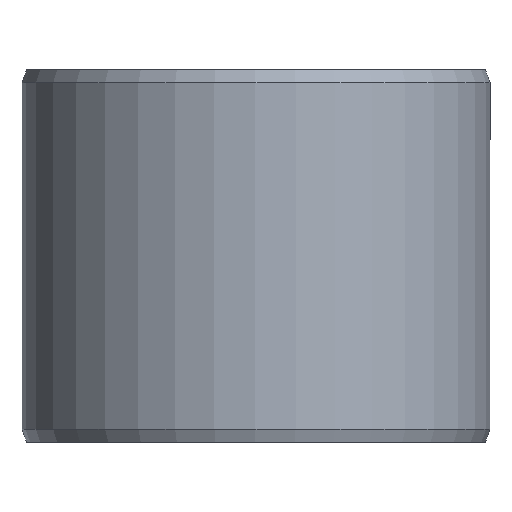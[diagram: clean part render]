
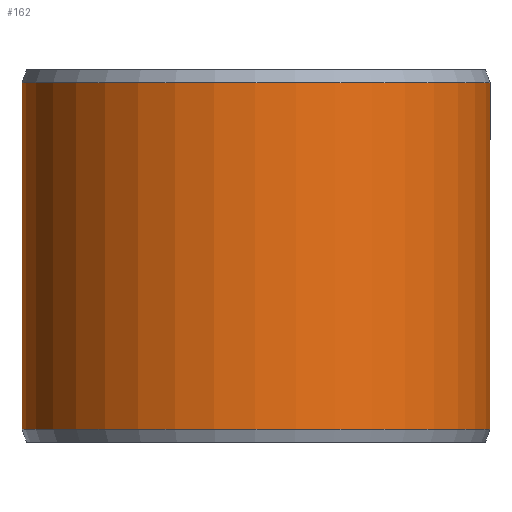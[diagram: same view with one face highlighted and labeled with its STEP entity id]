
A CAD part, front view. The second image highlights one B-rep face of the part: STEP entity #162.
In plain terms, the highlighted cylindrical face has radius 22 mm (diameter 44 mm), a partial arc.
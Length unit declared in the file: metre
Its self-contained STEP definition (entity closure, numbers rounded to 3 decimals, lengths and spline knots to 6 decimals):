
#162=ADVANCED_FACE('',(#185,#186),#187,.T.);
#185=FACE_OUTER_BOUND('',#211,.T.);
#186=FACE_BOUND('',#212,.T.);
#187=CYLINDRICAL_SURFACE('',#213,0.022);
#211=EDGE_LOOP('',(#289,#290,#291,#292));
#212=EDGE_LOOP('',(#293));
#213=AXIS2_PLACEMENT_3D('',#294,#295,#296);
#289=ORIENTED_EDGE('',*,*,#314,.T.);
#290=ORIENTED_EDGE('',*,*,#323,.F.);
#291=ORIENTED_EDGE('',*,*,#309,.F.);
#292=ORIENTED_EDGE('',*,*,#324,.T.);
#293=ORIENTED_EDGE('',*,*,#327,.T.);
#294=CARTESIAN_POINT('',(0.,0.,0.0));
#295=DIRECTION('',(0.,0.0,-1.0));
#296=DIRECTION('',(-1.0,0.0,0.));
#309=EDGE_CURVE('',#341,#342,#343,.T.);
#314=EDGE_CURVE('',#351,#349,#352,.T.);
#323=EDGE_CURVE('',#342,#349,#365,.T.);
#324=EDGE_CURVE('',#341,#351,#366,.T.);
#327=EDGE_CURVE('',#370,#370,#371,.T.);
#341=VERTEX_POINT('',#389);
#342=VERTEX_POINT('',#390);
#343=CIRCLE('',#391,0.022);
#349=VERTEX_POINT('',#399);
#351=VERTEX_POINT('',#402);
#352=CIRCLE('',#403,0.022);
#365=LINE('',#422,#423);
#366=LINE('',#424,#425);
#370=VERTEX_POINT('',#495);
#371=B_SPLINE_CURVE_WITH_KNOTS('',3,(#496,#497,#498,#499,#500,#501,#502,#503,#504,#505,#506,#507,#508,#509,#510,#511,#512,#513,#514,#515,#516,#517,#518,#519,#520,#521,#522,#523,#524,#525,#526,#527,#528,#529,#530,#531,#532,#533,#534,#535,#536,#537,#538,#539,#540,#541,#542,#543,#544,#545,#546,#547,#548,#549,#550,#551,#552,#553,#554,#555,#556,#557,#558,#559,#560,#561),.UNSPECIFIED.,.T.,.F.,(2,2,2,2,2,2,2,2,2,2,2,2,2,2,2,2,2,2,2,2,2,2,2,2,2,2,2,2,2,2,2,2,2,2,2),(-0.000783,0.0,0.000783,0.001566,0.002349,0.003133,0.003916,0.004699,0.005482,0.006265,0.007048,0.007831,0.008615,0.009398,0.010181,0.010964,0.011747,0.01253,0.013313,0.014097,0.01488,0.015663,0.016446,0.017229,0.018012,0.018795,0.019579,0.020362,0.021145,0.021928,0.022711,0.023494,0.024277,0.025061,0.025844),.UNSPECIFIED.);
#389=CARTESIAN_POINT('',(0.000384,0.021997,0.0012));
#390=CARTESIAN_POINT('',(0.,0.022,0.0012));
#391=AXIS2_PLACEMENT_3D('',#575,#576,#577);
#399=CARTESIAN_POINT('',(0.,0.022,0.0338));
#402=CARTESIAN_POINT('',(0.000384,0.021997,0.0338));
#403=AXIS2_PLACEMENT_3D('',#584,#585,#586);
#422=CARTESIAN_POINT('',(0.,0.022,0.0012));
#423=VECTOR('',#599,1.0);
#424=CARTESIAN_POINT('',(0.000384,0.021997,0.0012));
#425=VECTOR('',#600,1.0);
#495=CARTESIAN_POINT('',(0.016483,-0.014571,0.0175));
#496=CARTESIAN_POINT('',(0.016483,-0.014571,0.017235));
#497=CARTESIAN_POINT('',(0.016483,-0.014571,0.017765));
#498=CARTESIAN_POINT('',(0.016501,-0.014551,0.018025));
#499=CARTESIAN_POINT('',(0.016569,-0.014473,0.018537));
#500=CARTESIAN_POINT('',(0.016621,-0.014414,0.018791));
#501=CARTESIAN_POINT('',(0.016754,-0.014259,0.019276));
#502=CARTESIAN_POINT('',(0.016834,-0.014164,0.019505));
#503=CARTESIAN_POINT('',(0.017022,-0.013938,0.019939));
#504=CARTESIAN_POINT('',(0.017129,-0.013806,0.020145));
#505=CARTESIAN_POINT('',(0.01736,-0.013515,0.020513));
#506=CARTESIAN_POINT('',(0.017484,-0.013355,0.020678));
#507=CARTESIAN_POINT('',(0.017747,-0.013004,0.020971));
#508=CARTESIAN_POINT('',(0.017884,-0.012815,0.021095));
#509=CARTESIAN_POINT('',(0.01816,-0.01242,0.021294));
#510=CARTESIAN_POINT('',(0.018302,-0.012211,0.021371));
#511=CARTESIAN_POINT('',(0.018584,-0.011777,0.021474));
#512=CARTESIAN_POINT('',(0.018722,-0.011557,0.0215));
#513=CARTESIAN_POINT('',(0.018991,-0.011109,0.0215));
#514=CARTESIAN_POINT('',(0.019124,-0.010879,0.021474));
#515=CARTESIAN_POINT('',(0.019373,-0.010429,0.021372));
#516=CARTESIAN_POINT('',(0.01949,-0.010208,0.021296));
#517=CARTESIAN_POINT('',(0.019711,-0.009775,0.021095));
#518=CARTESIAN_POINT('',(0.019813,-0.009565,0.02097));
#519=CARTESIAN_POINT('',(0.019999,-0.009171,0.020681));
#520=CARTESIAN_POINT('',(0.020082,-0.008985,0.020515));
#521=CARTESIAN_POINT('',(0.020233,-0.008641,0.020143));
#522=CARTESIAN_POINT('',(0.020297,-0.008487,0.019942));
#523=CARTESIAN_POINT('',(0.020409,-0.008216,0.019509));
#524=CARTESIAN_POINT('',(0.020456,-0.008098,0.019275));
#525=CARTESIAN_POINT('',(0.02053,-0.007908,0.018791));
#526=CARTESIAN_POINT('',(0.020557,-0.007836,0.018542));
#527=CARTESIAN_POINT('',(0.020594,-0.007738,0.018028));
#528=CARTESIAN_POINT('',(0.020603,-0.007713,0.017763));
#529=CARTESIAN_POINT('',(0.020604,-0.007713,0.01724));
#530=CARTESIAN_POINT('',(0.020595,-0.007737,0.01698));
#531=CARTESIAN_POINT('',(0.020558,-0.007835,0.016462));
#532=CARTESIAN_POINT('',(0.02053,-0.007908,0.016211));
#533=CARTESIAN_POINT('',(0.020456,-0.008096,0.015729));
#534=CARTESIAN_POINT('',(0.02041,-0.008213,0.015496));
#535=CARTESIAN_POINT('',(0.020298,-0.008486,0.01506));
#536=CARTESIAN_POINT('',(0.020233,-0.00864,0.014859));
#537=CARTESIAN_POINT('',(0.020085,-0.00898,0.01449));
#538=CARTESIAN_POINT('',(0.02,-0.009169,0.014321));
#539=CARTESIAN_POINT('',(0.019814,-0.009563,0.014031));
#540=CARTESIAN_POINT('',(0.019713,-0.00977,0.013908));
#541=CARTESIAN_POINT('',(0.019493,-0.010203,0.013706));
#542=CARTESIAN_POINT('',(0.019374,-0.010427,0.013629));
#543=CARTESIAN_POINT('',(0.019126,-0.010875,0.013527));
#544=CARTESIAN_POINT('',(0.018995,-0.011102,0.0135));
#545=CARTESIAN_POINT('',(0.018723,-0.011555,0.0135));
#546=CARTESIAN_POINT('',(0.018585,-0.011775,0.013526));
#547=CARTESIAN_POINT('',(0.018306,-0.012205,0.013627));
#548=CARTESIAN_POINT('',(0.018163,-0.012417,0.013704));
#549=CARTESIAN_POINT('',(0.017885,-0.012814,0.013904));
#550=CARTESIAN_POINT('',(0.017749,-0.013,0.014027));
#551=CARTESIAN_POINT('',(0.017487,-0.013351,0.014318));
#552=CARTESIAN_POINT('',(0.017361,-0.013514,0.014486));
#553=CARTESIAN_POINT('',(0.01713,-0.013805,0.014853));
#554=CARTESIAN_POINT('',(0.017025,-0.013935,0.015054));
#555=CARTESIAN_POINT('',(0.016835,-0.014163,0.015492));
#556=CARTESIAN_POINT('',(0.016754,-0.014259,0.015723));
#557=CARTESIAN_POINT('',(0.016622,-0.014413,0.016204));
#558=CARTESIAN_POINT('',(0.01657,-0.014472,0.016457));
#559=CARTESIAN_POINT('',(0.016501,-0.014551,0.016974));
#560=CARTESIAN_POINT('',(0.016483,-0.014571,0.017235));
#561=CARTESIAN_POINT('',(0.016483,-0.014571,0.017765));
#575=CARTESIAN_POINT('',(0.,0.,0.0012));
#576=DIRECTION('',(0.,0.0,-1.0));
#577=DIRECTION('',(-1.0,0.0,0.));
#584=CARTESIAN_POINT('',(0.,0.,0.0338));
#585=DIRECTION('',(0.,0.0,-1.0));
#586=DIRECTION('',(-1.0,0.0,0.));
#599=DIRECTION('',(0.,0.,1.0));
#600=DIRECTION('',(0.,0.,1.0));
